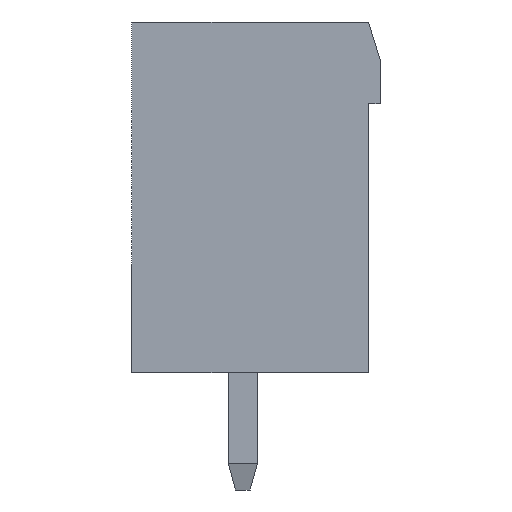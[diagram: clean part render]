
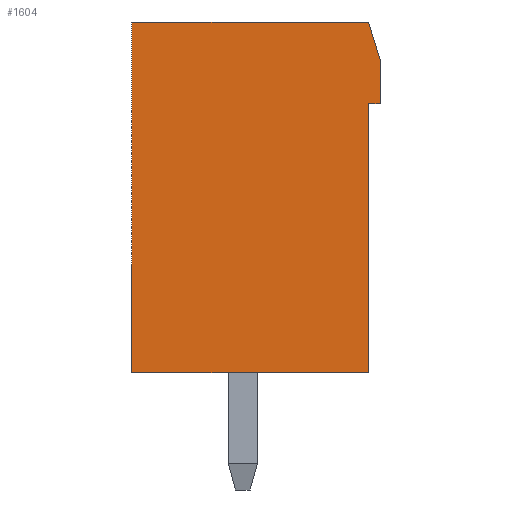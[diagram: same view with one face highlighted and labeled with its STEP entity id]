
A CAD part, left-side view. The second image highlights one B-rep face of the part: STEP entity #1604.
In plain terms, the highlighted planar face has unit normal (-1, 0, 0).
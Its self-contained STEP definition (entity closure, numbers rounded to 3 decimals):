
#1604 = ADVANCED_FACE( '', ( #3541 ), #3542, .T. );
#3541 = FACE_OUTER_BOUND( '', #5908, .T. );
#3542 = PLANE( '', #5909 );
#5908 = EDGE_LOOP( '', ( #10217, #10218, #10219, #10220, #10221, #10222, #10223 ) );
#5909 = AXIS2_PLACEMENT_3D( '', #10224, #10225, #10226 );
#10217 = ORIENTED_EDGE( '', *, *, #16274, .T. );
#10218 = ORIENTED_EDGE( '', *, *, #16275, .T. );
#10219 = ORIENTED_EDGE( '', *, *, #16276, .T. );
#10220 = ORIENTED_EDGE( '', *, *, #16277, .T. );
#10221 = ORIENTED_EDGE( '', *, *, #14895, .T. );
#10222 = ORIENTED_EDGE( '', *, *, #16278, .T. );
#10223 = ORIENTED_EDGE( '', *, *, #15526, .T. );
#10224 = CARTESIAN_POINT( '', ( -56.88, 0., 0. ) );
#10225 = DIRECTION( '', ( -1., 0., 0. ) );
#10226 = DIRECTION( '', ( 0., 0., 1. ) );
#14895 = EDGE_CURVE( '', #18003, #18004, #18005, .T. );
#15526 = EDGE_CURVE( '', #19074, #19075, #19076, .T. );
#16274 = EDGE_CURVE( '', #19075, #20257, #20258, .T. );
#16275 = EDGE_CURVE( '', #20257, #20259, #20260, .T. );
#16276 = EDGE_CURVE( '', #20259, #20261, #20262, .T. );
#16277 = EDGE_CURVE( '', #20261, #18003, #20263, .T. );
#16278 = EDGE_CURVE( '', #18004, #19074, #20264, .T. );
#18003 = VERTEX_POINT( '', #22527 );
#18004 = VERTEX_POINT( '', #22528 );
#18005 = LINE( '', #22529, #22530 );
#19074 = VERTEX_POINT( '', #24068 );
#19075 = VERTEX_POINT( '', #24069 );
#19076 = LINE( '', #24070, #24071 );
#20257 = VERTEX_POINT( '', #25828 );
#20258 = LINE( '', #25829, #25830 );
#20259 = VERTEX_POINT( '', #25831 );
#20260 = LINE( '', #25832, #25833 );
#20261 = VERTEX_POINT( '', #25834 );
#20262 = LINE( '', #25835, #25836 );
#20263 = LINE( '', #25837, #25838 );
#20264 = LINE( '', #25839, #25840 );
#22527 = CARTESIAN_POINT( '', ( -56.88, -4.05, -6. ) );
#22528 = CARTESIAN_POINT( '', ( -56.88, -4.05, 3.2 ) );
#22529 = CARTESIAN_POINT( '', ( -56.88, -4.05, -6. ) );
#22530 = VECTOR( '', #28392, 1000. );
#24068 = CARTESIAN_POINT( '', ( -56.88, -4.45, 3.2 ) );
#24069 = CARTESIAN_POINT( '', ( -56.88, -4.45, 4.7 ) );
#24070 = CARTESIAN_POINT( '', ( -56.88, -4.45, 3.2 ) );
#24071 = VECTOR( '', #28985, 1000. );
#25828 = CARTESIAN_POINT( '', ( -56.88, -4.05, 6. ) );
#25829 = CARTESIAN_POINT( '', ( -56.88, -4.45, 4.7 ) );
#25830 = VECTOR( '', #29667, 1000. );
#25831 = CARTESIAN_POINT( '', ( -56.88, 4.05, 6. ) );
#25832 = CARTESIAN_POINT( '', ( -56.88, -4.05, 6. ) );
#25833 = VECTOR( '', #29668, 1000. );
#25834 = CARTESIAN_POINT( '', ( -56.88, 4.05, -6. ) );
#25835 = CARTESIAN_POINT( '', ( -56.88, 4.05, 6. ) );
#25836 = VECTOR( '', #29669, 1000. );
#25837 = CARTESIAN_POINT( '', ( -56.88, 4.05, -6. ) );
#25838 = VECTOR( '', #29670, 1000. );
#25839 = CARTESIAN_POINT( '', ( -56.88, -4.05, 3.2 ) );
#25840 = VECTOR( '', #29671, 1000. );
#28392 = DIRECTION( '', ( 0., 0., 1. ) );
#28985 = DIRECTION( '', ( 0., 0., 1. ) );
#29667 = DIRECTION( '', ( 0., 0.294, 0.956 ) );
#29668 = DIRECTION( '', ( 0., 1., 0. ) );
#29669 = DIRECTION( '', ( 0., 0., -1. ) );
#29670 = DIRECTION( '', ( 0., -1., 0. ) );
#29671 = DIRECTION( '', ( 0., -1., 0. ) );
